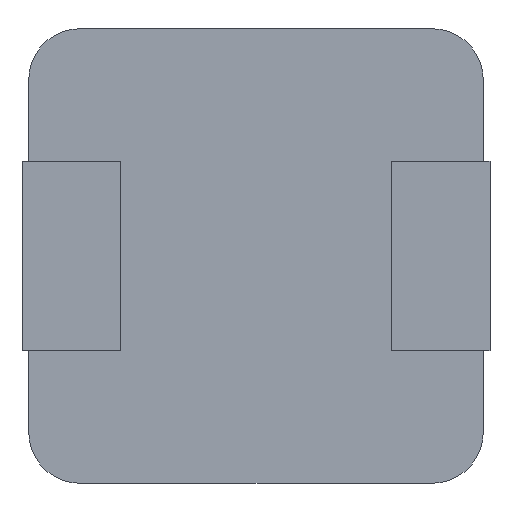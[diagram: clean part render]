
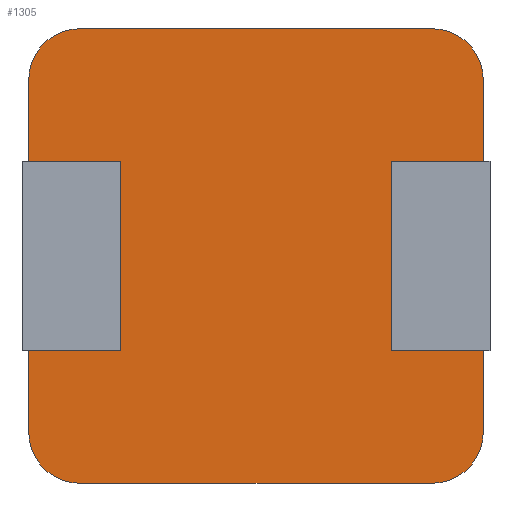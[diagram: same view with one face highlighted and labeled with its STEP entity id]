
A CAD part, front view. The second image highlights one B-rep face of the part: STEP entity #1305.
In plain terms, the highlighted planar face has unit normal (0, -1, 0).
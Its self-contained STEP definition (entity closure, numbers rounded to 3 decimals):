
#1 = LINE ( 'NONE', #2305, #1272 ) ;
#2 = CARTESIAN_POINT ( 'NONE',  ( 2.6, 0., 3.35 ) ) ;
#119 = LINE ( 'NONE', #987, #3791 ) ;
#127 = CIRCLE ( 'NONE', #3271, 0.75 ) ;
#189 = FACE_OUTER_BOUND ( 'NONE', #2784, .T. ) ;
#226 = CARTESIAN_POINT ( 'NONE',  ( -2., 0., 1.4 ) ) ;
#262 = CARTESIAN_POINT ( 'NONE',  ( 2.6, 0., -3.35 ) ) ;
#265 = CARTESIAN_POINT ( 'NONE',  ( -3.35, 0., 2.6 ) ) ;
#308 = CARTESIAN_POINT ( 'NONE',  ( 2.6, 0., -1.4 ) ) ;
#325 = EDGE_CURVE ( 'NONE', #2896, #2972, #3251, .T. ) ;
#349 = CARTESIAN_POINT ( 'NONE',  ( 2.6, 0., 2.6 ) ) ;
#431 = VECTOR ( 'NONE', #608, 1000. ) ;
#456 = ORIENTED_EDGE ( 'NONE', *, *, #325, .F. ) ;
#515 = DIRECTION ( 'NONE',  ( -1., 0., 0. ) ) ;
#532 = EDGE_CURVE ( 'NONE', #2545, #3433, #4062, .T. ) ;
#608 = DIRECTION ( 'NONE',  ( 0., 0., -1. ) ) ;
#626 = ORIENTED_EDGE ( 'NONE', *, *, #1810, .F. ) ;
#707 = VECTOR ( 'NONE', #2742, 1000. ) ;
#733 = CARTESIAN_POINT ( 'NONE',  ( -3.35, 0., 2.6 ) ) ;
#735 = ORIENTED_EDGE ( 'NONE', *, *, #4111, .F. ) ;
#775 = AXIS2_PLACEMENT_3D ( 'NONE', #1420, #1755, #2300 ) ;
#794 = ORIENTED_EDGE ( 'NONE', *, *, #1321, .T. ) ;
#850 = DIRECTION ( 'NONE',  ( 0., 0., 1. ) ) ;
#940 = ORIENTED_EDGE ( 'NONE', *, *, #3056, .F. ) ;
#963 = CARTESIAN_POINT ( 'NONE',  ( -2.6, 0., -2.6 ) ) ;
#987 = CARTESIAN_POINT ( 'NONE',  ( 2.6, 0., 1.4 ) ) ;
#1021 = VERTEX_POINT ( 'NONE', #4136 ) ;
#1023 = DIRECTION ( 'NONE',  ( 0., 0., 1. ) ) ;
#1056 = VECTOR ( 'NONE', #1023, 1000. ) ;
#1198 = AXIS2_PLACEMENT_3D ( 'NONE', #1373, #2067, #1396 ) ;
#1225 = VERTEX_POINT ( 'NONE', #2777 ) ;
#1272 = VECTOR ( 'NONE', #3330, 1000. ) ;
#1305 = ADVANCED_FACE ( 'NONE', ( #189 ), #3003, .T. ) ;
#1307 = LINE ( 'NONE', #2317, #1056 ) ;
#1317 = DIRECTION ( 'NONE',  ( 1., 0., 0. ) ) ;
#1321 = EDGE_CURVE ( 'NONE', #1620, #2491, #119, .T. ) ;
#1332 = VERTEX_POINT ( 'NONE', #3692 ) ;
#1349 = EDGE_CURVE ( 'NONE', #4100, #1225, #2173, .T. ) ;
#1352 = VECTOR ( 'NONE', #2994, 1000. ) ;
#1370 = LINE ( 'NONE', #733, #2324 ) ;
#1373 = CARTESIAN_POINT ( 'NONE',  ( 2.6, 0., -2.6 ) ) ;
#1383 = VECTOR ( 'NONE', #3141, 1000. ) ;
#1388 = VERTEX_POINT ( 'NONE', #4239 ) ;
#1396 = DIRECTION ( 'NONE',  ( 0., 0., 1. ) ) ;
#1419 = VECTOR ( 'NONE', #515, 1000. ) ;
#1420 = CARTESIAN_POINT ( 'NONE',  ( 2.6, 0., 2.6 ) ) ;
#1467 = AXIS2_PLACEMENT_3D ( 'NONE', #963, #3361, #2644 ) ;
#1478 = EDGE_CURVE ( 'NONE', #3560, #1388, #2640, .T. ) ;
#1548 = CARTESIAN_POINT ( 'NONE',  ( 2.6, 0., 3.35 ) ) ;
#1572 = ORIENTED_EDGE ( 'NONE', *, *, #3491, .T. ) ;
#1576 = DIRECTION ( 'NONE',  ( 0., 0., -1. ) ) ;
#1620 = VERTEX_POINT ( 'NONE', #4106 ) ;
#1630 = EDGE_CURVE ( 'NONE', #2810, #3560, #3727, .T. ) ;
#1693 = ORIENTED_EDGE ( 'NONE', *, *, #4200, .F. ) ;
#1739 = LINE ( 'NONE', #2424, #1383 ) ;
#1755 = DIRECTION ( 'NONE',  ( 0., 1., 0. ) ) ;
#1788 = ORIENTED_EDGE ( 'NONE', *, *, #2593, .T. ) ;
#1792 = ORIENTED_EDGE ( 'NONE', *, *, #4171, .T. ) ;
#1810 = EDGE_CURVE ( 'NONE', #1225, #2491, #2263, .T. ) ;
#1851 = VECTOR ( 'NONE', #1317, 1000. ) ;
#2002 = LINE ( 'NONE', #2, #1851 ) ;
#2039 = VERTEX_POINT ( 'NONE', #3829 ) ;
#2067 = DIRECTION ( 'NONE',  ( 0., 1., 0. ) ) ;
#2173 = CIRCLE ( 'NONE', #775, 0.75 ) ;
#2263 = LINE ( 'NONE', #2613, #431 ) ;
#2288 = ORIENTED_EDGE ( 'NONE', *, *, #1630, .F. ) ;
#2300 = DIRECTION ( 'NONE',  ( 0., 0., -1. ) ) ;
#2305 = CARTESIAN_POINT ( 'NONE',  ( 3.35, 0., 2.6 ) ) ;
#2317 = CARTESIAN_POINT ( 'NONE',  ( 2., 0., 2.6 ) ) ;
#2324 = VECTOR ( 'NONE', #2407, 1000. ) ;
#2357 = ORIENTED_EDGE ( 'NONE', *, *, #3846, .T. ) ;
#2375 = VECTOR ( 'NONE', #4261, 1000. ) ;
#2407 = DIRECTION ( 'NONE',  ( 0., 0., 1. ) ) ;
#2424 = CARTESIAN_POINT ( 'NONE',  ( 2.6, 0., 1.4 ) ) ;
#2491 = VERTEX_POINT ( 'NONE', #3935 ) ;
#2545 = VERTEX_POINT ( 'NONE', #226 ) ;
#2593 = EDGE_CURVE ( 'NONE', #4276, #1620, #1307, .T. ) ;
#2613 = CARTESIAN_POINT ( 'NONE',  ( 3.35, 0., 2.6 ) ) ;
#2640 = LINE ( 'NONE', #262, #2375 ) ;
#2644 = DIRECTION ( 'NONE',  ( 0., 0., -1. ) ) ;
#2649 = EDGE_CURVE ( 'NONE', #1388, #2896, #2732, .T. ) ;
#2691 = DIRECTION ( 'NONE',  ( 1., 0., 0. ) ) ;
#2732 = CIRCLE ( 'NONE', #1467, 0.75 ) ;
#2742 = DIRECTION ( 'NONE',  ( 0., 0., -1. ) ) ;
#2768 = CARTESIAN_POINT ( 'NONE',  ( 3.35, 0., -2.6 ) ) ;
#2777 = CARTESIAN_POINT ( 'NONE',  ( 3.35, 0., 2.6 ) ) ;
#2784 = EDGE_LOOP ( 'NONE', ( #3757, #1792, #1788, #794, #626, #3261, #1693, #735, #940, #1572, #3671, #2357, #456, #3398, #3201, #2288 ) ) ;
#2810 = VERTEX_POINT ( 'NONE', #2768 ) ;
#2896 = VERTEX_POINT ( 'NONE', #3553 ) ;
#2970 = EDGE_CURVE ( 'NONE', #1332, #2810, #1, .T. ) ;
#2972 = VERTEX_POINT ( 'NONE', #3657 ) ;
#2994 = DIRECTION ( 'NONE',  ( -1., 0., 0. ) ) ;
#3003 = PLANE ( 'NONE',  #3090 ) ;
#3056 = EDGE_CURVE ( 'NONE', #2039, #1021, #1370, .T. ) ;
#3090 = AXIS2_PLACEMENT_3D ( 'NONE', #349, #3649, #3630 ) ;
#3141 = DIRECTION ( 'NONE',  ( 1., 0., 0. ) ) ;
#3201 = ORIENTED_EDGE ( 'NONE', *, *, #1478, .F. ) ;
#3251 = LINE ( 'NONE', #265, #3423 ) ;
#3261 = ORIENTED_EDGE ( 'NONE', *, *, #1349, .F. ) ;
#3271 = AXIS2_PLACEMENT_3D ( 'NONE', #4194, #4280, #1576 ) ;
#3318 = LINE ( 'NONE', #308, #1352 ) ;
#3330 = DIRECTION ( 'NONE',  ( 0., 0., -1. ) ) ;
#3361 = DIRECTION ( 'NONE',  ( 0., 1., 0. ) ) ;
#3368 = CARTESIAN_POINT ( 'NONE',  ( -2., 0., -1.4 ) ) ;
#3398 = ORIENTED_EDGE ( 'NONE', *, *, #2649, .F. ) ;
#3423 = VECTOR ( 'NONE', #850, 1000. ) ;
#3433 = VERTEX_POINT ( 'NONE', #3368 ) ;
#3491 = EDGE_CURVE ( 'NONE', #2039, #2545, #1739, .T. ) ;
#3497 = VERTEX_POINT ( 'NONE', #3775 ) ;
#3530 = CARTESIAN_POINT ( 'NONE',  ( 2.6, 0., -1.4 ) ) ;
#3553 = CARTESIAN_POINT ( 'NONE',  ( -3.35, 0., -2.6 ) ) ;
#3559 = CARTESIAN_POINT ( 'NONE',  ( 2.6, 0., -3.35 ) ) ;
#3560 = VERTEX_POINT ( 'NONE', #3559 ) ;
#3630 = DIRECTION ( 'NONE',  ( 0., 0., -1. ) ) ;
#3649 = DIRECTION ( 'NONE',  ( 0., -1., 0. ) ) ;
#3657 = CARTESIAN_POINT ( 'NONE',  ( -3.35, 0., -1.4 ) ) ;
#3671 = ORIENTED_EDGE ( 'NONE', *, *, #532, .T. ) ;
#3692 = CARTESIAN_POINT ( 'NONE',  ( 3.35, 0., -1.4 ) ) ;
#3727 = CIRCLE ( 'NONE', #1198, 0.75 ) ;
#3757 = ORIENTED_EDGE ( 'NONE', *, *, #2970, .F. ) ;
#3775 = CARTESIAN_POINT ( 'NONE',  ( -2.6, 0., 3.35 ) ) ;
#3791 = VECTOR ( 'NONE', #2691, 1000. ) ;
#3829 = CARTESIAN_POINT ( 'NONE',  ( -3.35, 0., 1.4 ) ) ;
#3846 = EDGE_CURVE ( 'NONE', #3433, #2972, #3318, .T. ) ;
#3855 = LINE ( 'NONE', #3530, #1419 ) ;
#3935 = CARTESIAN_POINT ( 'NONE',  ( 3.35, 0., 1.4 ) ) ;
#4062 = LINE ( 'NONE', #4132, #707 ) ;
#4100 = VERTEX_POINT ( 'NONE', #1548 ) ;
#4106 = CARTESIAN_POINT ( 'NONE',  ( 2., 0., 1.4 ) ) ;
#4111 = EDGE_CURVE ( 'NONE', #1021, #3497, #127, .T. ) ;
#4132 = CARTESIAN_POINT ( 'NONE',  ( -2., 0., 2.6 ) ) ;
#4136 = CARTESIAN_POINT ( 'NONE',  ( -3.35, 0., 2.6 ) ) ;
#4171 = EDGE_CURVE ( 'NONE', #1332, #4276, #3855, .T. ) ;
#4194 = CARTESIAN_POINT ( 'NONE',  ( -2.6, 0., 2.6 ) ) ;
#4200 = EDGE_CURVE ( 'NONE', #3497, #4100, #2002, .T. ) ;
#4230 = CARTESIAN_POINT ( 'NONE',  ( 2., 0., -1.4 ) ) ;
#4239 = CARTESIAN_POINT ( 'NONE',  ( -2.6, 0., -3.35 ) ) ;
#4261 = DIRECTION ( 'NONE',  ( -1., 0., 0. ) ) ;
#4276 = VERTEX_POINT ( 'NONE', #4230 ) ;
#4280 = DIRECTION ( 'NONE',  ( 0., 1., 0. ) ) ;
